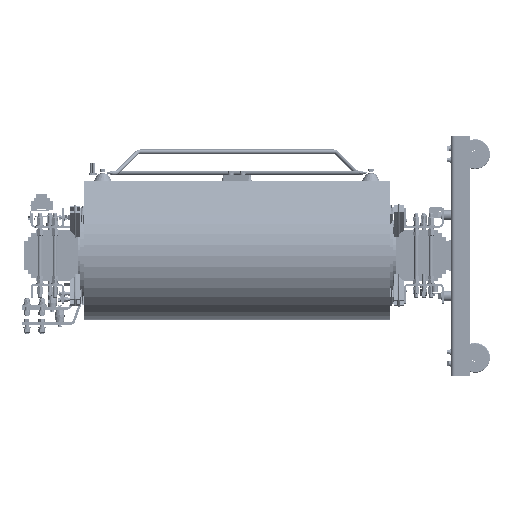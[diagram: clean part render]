
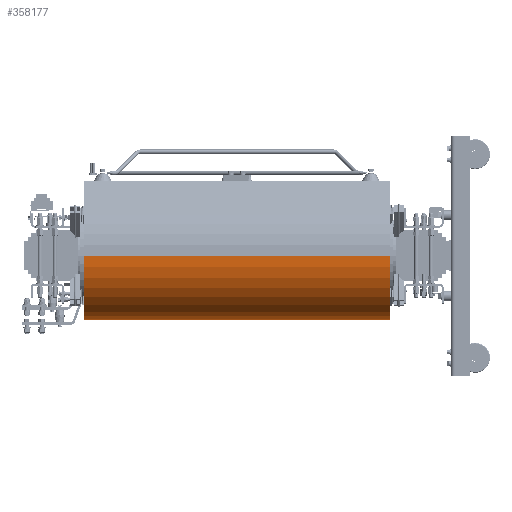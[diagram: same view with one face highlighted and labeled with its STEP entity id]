
A CAD part, left-side view. The second image highlights one B-rep face of the part: STEP entity #358177.
In plain terms, the highlighted cylindrical face has radius 260 mm (diameter 520 mm), a partial arc.
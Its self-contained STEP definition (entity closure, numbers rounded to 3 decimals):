
#4766 = VECTOR ( 'NONE', #447613, 1000. ) ;
#4782 = LINE ( 'NONE', #447547, #4843 ) ;
#4784 = LINE ( 'NONE', #447601, #4766 ) ;
#4843 = VECTOR ( 'NONE', #447556, 1000. ) ;
#13845 = CIRCLE ( 'NONE', #235858, 260. ) ;
#13886 = CIRCLE ( 'NONE', #235817, 260. ) ;
#46960 = AXIS2_PLACEMENT_3D ( 'NONE', #434719, #434744, #434682 ) ;
#217431 = ORIENTED_EDGE ( 'NONE', *, *, #237085, .F. ) ;
#219943 = ORIENTED_EDGE ( 'NONE', *, *, #237073, .T. ) ;
#220118 = ORIENTED_EDGE ( 'NONE', *, *, #241692, .T. ) ;
#220130 = ORIENTED_EDGE ( 'NONE', *, *, #241687, .F. ) ;
#235817 = AXIS2_PLACEMENT_3D ( 'NONE', #486513, #486492, #486410 ) ;
#235858 = AXIS2_PLACEMENT_3D ( 'NONE', #486437, #486467, #486504 ) ;
#237073 = EDGE_CURVE ( 'NONE', #273984, #274099, #4782, .T. ) ;
#237085 = EDGE_CURVE ( 'NONE', #274226, #274027, #4784, .T. ) ;
#241687 = EDGE_CURVE ( 'NONE', #273984, #274226, #13845, .T. ) ;
#241692 = EDGE_CURVE ( 'NONE', #274099, #274027, #13886, .T. ) ;
#273984 = VERTEX_POINT ( 'NONE', #422150 ) ;
#274027 = VERTEX_POINT ( 'NONE', #422061 ) ;
#274099 = VERTEX_POINT ( 'NONE', #422091 ) ;
#274226 = VERTEX_POINT ( 'NONE', #422235 ) ;
#289254 = EDGE_LOOP ( 'NONE', ( #220130, #219943, #220118, #217431 ) ) ;
#358177 = ADVANCED_FACE ( 'NONE', ( #479101 ), #479088, .T. ) ;
#422061 = CARTESIAN_POINT ( 'NONE',  ( -805., -615., 0. ) ) ;
#422091 = CARTESIAN_POINT ( 'NONE',  ( -285., -615., 0. ) ) ;
#422150 = CARTESIAN_POINT ( 'NONE',  ( -285., 615., 0. ) ) ;
#422235 = CARTESIAN_POINT ( 'NONE',  ( -805., 615., 0. ) ) ;
#434682 = DIRECTION ( 'NONE',  ( -1., 0., 0. ) ) ;
#434719 = CARTESIAN_POINT ( 'NONE',  ( -545., 615., 0. ) ) ;
#434744 = DIRECTION ( 'NONE',  ( 0., -1., 0. ) ) ;
#447547 = CARTESIAN_POINT ( 'NONE',  ( -285., 615., 0. ) ) ;
#447556 = DIRECTION ( 'NONE',  ( 0., -1., 0. ) ) ;
#447601 = CARTESIAN_POINT ( 'NONE',  ( -805., 615., 0. ) ) ;
#447613 = DIRECTION ( 'NONE',  ( 0., -1., 0. ) ) ;
#479088 = CYLINDRICAL_SURFACE ( 'NONE', #46960, 260. ) ;
#479101 = FACE_OUTER_BOUND ( 'NONE', #289254, .T. ) ;
#486410 = DIRECTION ( 'NONE',  ( 1., 0., 0. ) ) ;
#486437 = CARTESIAN_POINT ( 'NONE',  ( -545., 615., 0. ) ) ;
#486467 = DIRECTION ( 'NONE',  ( 0., 1., 0. ) ) ;
#486492 = DIRECTION ( 'NONE',  ( 0., 1., 0. ) ) ;
#486504 = DIRECTION ( 'NONE',  ( 1., 0., 0. ) ) ;
#486513 = CARTESIAN_POINT ( 'NONE',  ( -545., -615., 0. ) ) ;
